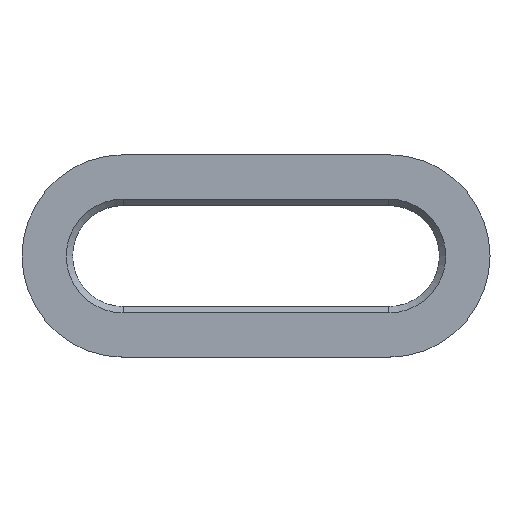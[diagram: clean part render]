
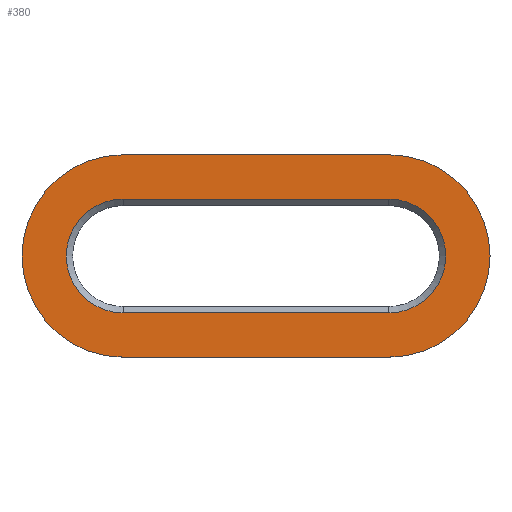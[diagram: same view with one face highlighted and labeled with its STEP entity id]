
A CAD part, top view. The second image highlights one B-rep face of the part: STEP entity #380.
In plain terms, the highlighted planar face has unit normal (0, 0, 1).
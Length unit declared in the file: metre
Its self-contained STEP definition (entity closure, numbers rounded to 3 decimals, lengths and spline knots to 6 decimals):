
#25=CIRCLE('',#411,0.008);
#27=CIRCLE('',#414,0.008);
#34=CIRCLE('',#427,0.0045);
#35=CIRCLE('',#428,0.0045);
#86=ORIENTED_EDGE('',*,*,#178,.T.);
#87=ORIENTED_EDGE('',*,*,#179,.T.);
#88=ORIENTED_EDGE('',*,*,#180,.T.);
#89=ORIENTED_EDGE('',*,*,#181,.T.);
#90=ORIENTED_EDGE('',*,*,#159,.F.);
#91=ORIENTED_EDGE('',*,*,#153,.T.);
#92=ORIENTED_EDGE('',*,*,#161,.T.);
#93=ORIENTED_EDGE('',*,*,#156,.F.);
#153=EDGE_CURVE('',#203,#205,#237,.T.);
#156=EDGE_CURVE('',#208,#209,#240,.T.);
#159=EDGE_CURVE('',#203,#208,#25,.T.);
#161=EDGE_CURVE('',#205,#209,#27,.T.);
#178=EDGE_CURVE('',#222,#223,#34,.F.);
#179=EDGE_CURVE('',#223,#224,#252,.T.);
#180=EDGE_CURVE('',#224,#225,#35,.F.);
#181=EDGE_CURVE('',#225,#222,#253,.T.);
#203=VERTEX_POINT('',#566);
#205=VERTEX_POINT('',#570);
#208=VERTEX_POINT('',#577);
#209=VERTEX_POINT('',#579);
#222=VERTEX_POINT('',#622);
#223=VERTEX_POINT('',#623);
#224=VERTEX_POINT('',#625);
#225=VERTEX_POINT('',#627);
#237=LINE('',#571,#273);
#240=LINE('',#578,#276);
#252=LINE('',#624,#288);
#253=LINE('',#628,#289);
#273=VECTOR('',#453,1.);
#276=VECTOR('',#458,1.);
#288=VECTOR('',#508,1.);
#289=VECTOR('',#511,1.);
#316=EDGE_LOOP('',(#86,#87,#88,#89));
#317=EDGE_LOOP('',(#90,#91,#92,#93));
#342=FACE_BOUND('',#316,.T.);
#343=FACE_BOUND('',#317,.T.);
#363=PLANE('',#426);
#380=ADVANCED_FACE('',(#342,#343),#363,.T.);
#411=AXIS2_PLACEMENT_3D('',#583,#464,#465);
#414=AXIS2_PLACEMENT_3D('',#586,#470,#471);
#426=AXIS2_PLACEMENT_3D('',#620,#504,#505);
#427=AXIS2_PLACEMENT_3D('',#621,#506,#507);
#428=AXIS2_PLACEMENT_3D('',#626,#509,#510);
#453=DIRECTION('',(-1.,0.,0.));
#458=DIRECTION('',(-1.,0.,0.));
#464=DIRECTION('',(0.,0.,-1.));
#465=DIRECTION('',(1.,0.,0.));
#470=DIRECTION('',(0.,0.,1.));
#471=DIRECTION('',(1.,0.,0.));
#504=DIRECTION('',(0.,0.,1.));
#505=DIRECTION('',(1.,0.,0.));
#506=DIRECTION('',(0.,0.,1.));
#507=DIRECTION('',(1.,0.,0.));
#508=DIRECTION('',(-1.,0.,0.));
#509=DIRECTION('',(0.,0.,1.));
#510=DIRECTION('',(1.,0.,0.));
#511=DIRECTION('',(1.,0.,0.));
#566=CARTESIAN_POINT('',(0.0105,0.008,0.));
#570=CARTESIAN_POINT('',(-0.0105,0.008,0.));
#571=CARTESIAN_POINT('',(0.,0.008,0.));
#577=CARTESIAN_POINT('',(0.0105,-0.008,0.));
#578=CARTESIAN_POINT('',(0.,-0.008,0.));
#579=CARTESIAN_POINT('',(-0.0105,-0.008,0.));
#583=CARTESIAN_POINT('',(0.0105,0.,0.));
#586=CARTESIAN_POINT('',(-0.0105,0.,0.));
#620=CARTESIAN_POINT('',(0.,0.003262,0.));
#621=CARTESIAN_POINT('',(0.0105,0.,0.));
#622=CARTESIAN_POINT('',(0.0105,0.0045,0.));
#623=CARTESIAN_POINT('',(0.0105,-0.0045,0.));
#624=CARTESIAN_POINT('',(0.,-0.0045,0.));
#625=CARTESIAN_POINT('',(-0.0105,-0.0045,0.));
#626=CARTESIAN_POINT('',(-0.0105,0.,0.));
#627=CARTESIAN_POINT('',(-0.0105,0.0045,0.));
#628=CARTESIAN_POINT('',(0.0105,0.0045,0.));
